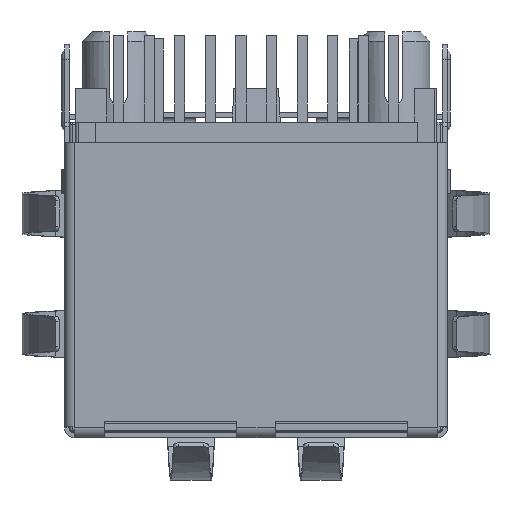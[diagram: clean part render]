
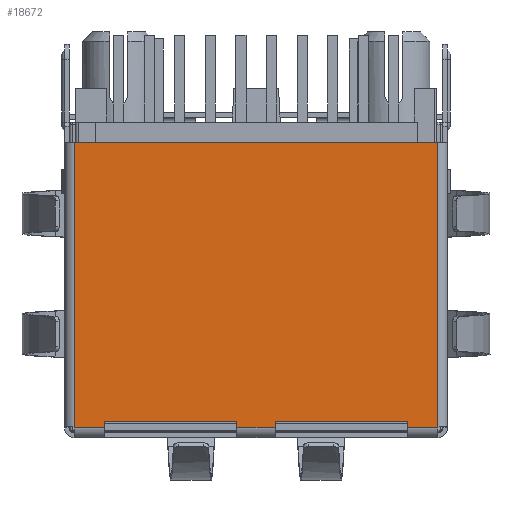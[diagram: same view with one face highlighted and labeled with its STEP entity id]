
A CAD part, left-side view. The second image highlights one B-rep face of the part: STEP entity #18672.
In plain terms, the highlighted face is planar.
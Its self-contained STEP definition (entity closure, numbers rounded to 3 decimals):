
#2958=ORIENTED_EDGE('',*,*,#7919,.F.);
#2959=ORIENTED_EDGE('',*,*,#7920,.F.);
#2960=ORIENTED_EDGE('',*,*,#7921,.T.);
#2961=ORIENTED_EDGE('',*,*,#7537,.F.);
#2962=ORIENTED_EDGE('',*,*,#7535,.F.);
#2963=ORIENTED_EDGE('',*,*,#7531,.F.);
#2964=ORIENTED_EDGE('',*,*,#7922,.F.);
#2965=ORIENTED_EDGE('',*,*,#7923,.F.);
#2966=ORIENTED_EDGE('',*,*,#7924,.T.);
#2967=ORIENTED_EDGE('',*,*,#7906,.T.);
#2968=ORIENTED_EDGE('',*,*,#7925,.F.);
#2969=ORIENTED_EDGE('',*,*,#7926,.F.);
#2970=ORIENTED_EDGE('',*,*,#7927,.T.);
#2971=ORIENTED_EDGE('',*,*,#7902,.T.);
#7531=EDGE_CURVE('',#10116,#10117,#11891,.T.);
#7535=EDGE_CURVE('',#10117,#10118,#11893,.F.);
#7537=EDGE_CURVE('',#10118,#10119,#11894,.F.);
#7902=EDGE_CURVE('',#10413,#10411,#12049,.F.);
#7906=EDGE_CURVE('',#10417,#10415,#12053,.F.);
#7919=EDGE_CURVE('',#10425,#10411,#12066,.T.);
#7920=EDGE_CURVE('',#10426,#10425,#12067,.F.);
#7921=EDGE_CURVE('',#10426,#10119,#12068,.T.);
#7922=EDGE_CURVE('',#10427,#10116,#12069,.T.);
#7923=EDGE_CURVE('',#10428,#10427,#12070,.F.);
#7924=EDGE_CURVE('',#10428,#10417,#12071,.T.);
#7925=EDGE_CURVE('',#10429,#10415,#12072,.T.);
#7926=EDGE_CURVE('',#10430,#10429,#12073,.F.);
#7927=EDGE_CURVE('',#10430,#10413,#12074,.T.);
#10116=VERTEX_POINT('',#34115);
#10117=VERTEX_POINT('',#34116);
#10118=VERTEX_POINT('',#34128);
#10119=VERTEX_POINT('',#34135);
#10411=VERTEX_POINT('',#35817);
#10413=VERTEX_POINT('',#35820);
#10415=VERTEX_POINT('',#35826);
#10417=VERTEX_POINT('',#35829);
#10425=VERTEX_POINT('',#35853);
#10426=VERTEX_POINT('',#35855);
#10427=VERTEX_POINT('',#35858);
#10428=VERTEX_POINT('',#35860);
#10429=VERTEX_POINT('',#35863);
#10430=VERTEX_POINT('',#35865);
#11891=LINE('',#34114,#13823);
#11893=LINE('',#34127,#13825);
#11894=LINE('',#34134,#13826);
#12049=LINE('',#35819,#13981);
#12053=LINE('',#35828,#13985);
#12066=LINE('',#35852,#13998);
#12067=LINE('',#35854,#13999);
#12068=LINE('',#35856,#14000);
#12069=LINE('',#35857,#14001);
#12070=LINE('',#35859,#14002);
#12071=LINE('',#35861,#14003);
#12072=LINE('',#35862,#14004);
#12073=LINE('',#35864,#14005);
#12074=LINE('',#35866,#14006);
#13823=VECTOR('',#28484,1000.);
#13825=VECTOR('',#28488,1000.);
#13826=VECTOR('',#28491,1000.);
#13981=VECTOR('',#28896,1000.);
#13985=VECTOR('',#28902,1000.);
#13998=VECTOR('',#28921,1000.);
#13999=VECTOR('',#28922,1000.);
#14000=VECTOR('',#28923,1000.);
#14001=VECTOR('',#28924,1000.);
#14002=VECTOR('',#28925,1000.);
#14003=VECTOR('',#28926,1000.);
#14004=VECTOR('',#28927,1000.);
#14005=VECTOR('',#28928,1000.);
#14006=VECTOR('',#28929,1000.);
#15690=EDGE_LOOP('',(#2958,#2959,#2960,#2961,#2962,#2963,#2964,#2965,#2966,
#2967,#2968,#2969,#2970,#2971));
#16831=FACE_BOUND('',#15690,.T.);
#17810=PLANE('',#26639);
#18672=ADVANCED_FACE('',(#16831),#17810,.F.);
#26639=AXIS2_PLACEMENT_3D('',#35851,#28919,#28920);
#28484=DIRECTION('',(0.,1.,0.));
#28488=DIRECTION('',(1.,0.,0.));
#28491=DIRECTION('',(0.,1.,0.));
#28896=DIRECTION('',(1.,0.,0.));
#28902=DIRECTION('',(1.,0.,0.));
#28919=DIRECTION('',(0.,0.,1.));
#28920=DIRECTION('',(1.,0.,0.));
#28921=DIRECTION('',(0.,1.,0.));
#28922=DIRECTION('',(-1.,0.,0.));
#28923=DIRECTION('',(0.,1.,0.));
#28924=DIRECTION('',(0.,1.,0.));
#28925=DIRECTION('',(-1.,0.,0.));
#28926=DIRECTION('',(0.,1.,0.));
#28927=DIRECTION('',(0.,1.,0.));
#28928=DIRECTION('',(-1.,0.,0.));
#28929=DIRECTION('',(0.,1.,0.));
#34114=CARTESIAN_POINT('',(7.55,6.325,-21.35));
#34115=CARTESIAN_POINT('',(7.55,0.45,-21.35));
#34116=CARTESIAN_POINT('',(7.55,12.25,-21.35));
#34127=CARTESIAN_POINT('',(0.,12.25,-21.35));
#34128=CARTESIAN_POINT('',(-7.55,12.25,-21.35));
#34134=CARTESIAN_POINT('',(-7.55,6.325,-21.35));
#34135=CARTESIAN_POINT('',(-7.55,0.45,-21.35));
#35817=CARTESIAN_POINT('',(-6.3,0.65,-21.35));
#35819=CARTESIAN_POINT('',(-3.55,0.65,-21.35));
#35820=CARTESIAN_POINT('',(-0.8,0.65,-21.35));
#35826=CARTESIAN_POINT('',(0.8,0.65,-21.35));
#35828=CARTESIAN_POINT('',(3.55,0.65,-21.35));
#35829=CARTESIAN_POINT('',(6.3,0.65,-21.35));
#35851=CARTESIAN_POINT('',(0.,6.325,-21.35));
#35852=CARTESIAN_POINT('',(-6.3,0.525,-21.35));
#35853=CARTESIAN_POINT('',(-6.3,0.4,-21.35));
#35854=CARTESIAN_POINT('',(-6.256,0.4,-21.35));
#35855=CARTESIAN_POINT('',(-7.55,0.4,-21.35));
#35856=CARTESIAN_POINT('',(-7.55,0.425,-21.35));
#35857=CARTESIAN_POINT('',(7.55,0.425,-21.35));
#35858=CARTESIAN_POINT('',(7.55,0.4,-21.35));
#35859=CARTESIAN_POINT('',(7.594,0.4,-21.35));
#35860=CARTESIAN_POINT('',(6.3,0.4,-21.35));
#35861=CARTESIAN_POINT('',(6.3,0.525,-21.35));
#35862=CARTESIAN_POINT('',(0.8,0.525,-21.35));
#35863=CARTESIAN_POINT('',(0.8,0.4,-21.35));
#35864=CARTESIAN_POINT('',(0.844,0.4,-21.35));
#35865=CARTESIAN_POINT('',(-0.8,0.4,-21.35));
#35866=CARTESIAN_POINT('',(-0.8,0.525,-21.35));
